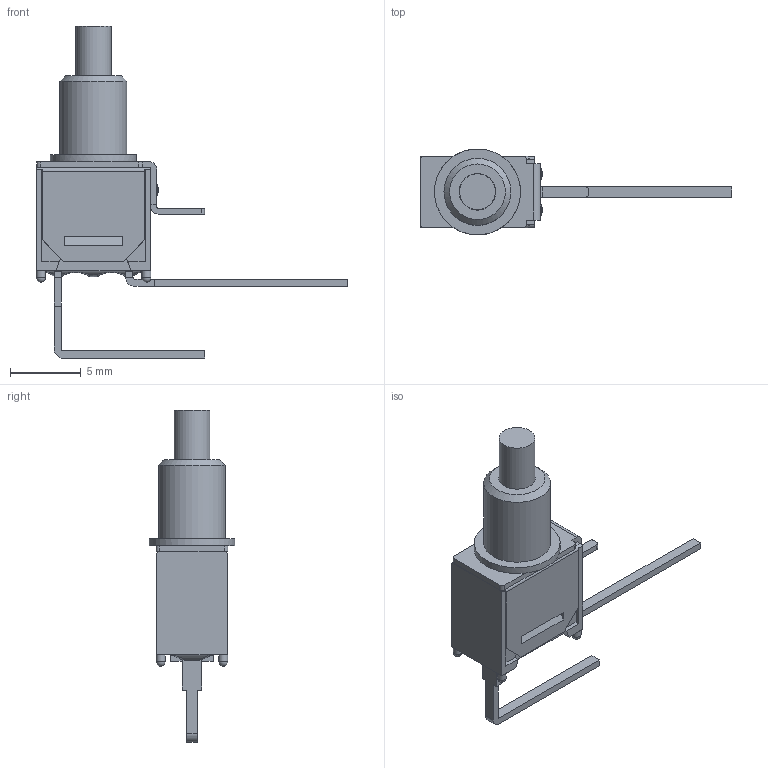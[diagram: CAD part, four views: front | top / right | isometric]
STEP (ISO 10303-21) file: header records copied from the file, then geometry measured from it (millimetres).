
FILE_DESCRIPTION((' '),'2;1');
FILE_NAME('800SP9B7M7xE.stp','2017-07-31T09:46:35',(' '),(' '),' ','ACIS',' ');
FILE_SCHEMA(('CONFIG_CONTROL_DESIGN'));
Length unit declared in the file: inch
Products named in the file (3): 800SP9B7M7xE.stp; Body1; Body2
Assembly tree (2 placements, depth 2):
  800SP9B7M7xE.stp
    Body1
    Body2
Bounding box: 22.1 x 6.09 x 23.54 mm (x, y, z)
Volume: 313.5 mm3; surface area: 808.4 mm2
Topology: 2 solids, 3 shells, 176 faces, 456 edges, 289 vertices
Faces by surface type: plane 129, cylinder 28, bspline 12, sphere 4, cone 3
Full cylindrical faces by diameter (mm): 0.65 x4, 2.54 x1, 2.6 x1, 4.75 x1, 6.1 x1
Entity records: 6117 total; most frequent: CARTESIAN_POINT 1602, ORIENTED_EDGE 864, DIRECTION 808, EDGE_CURVE 432, VECTOR 330, LINE 330, VERTEX_POINT 282, AXIS2_PLACEMENT_3D 239
